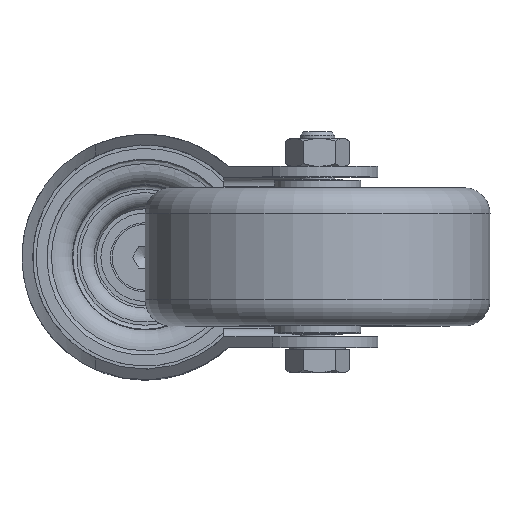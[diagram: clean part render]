
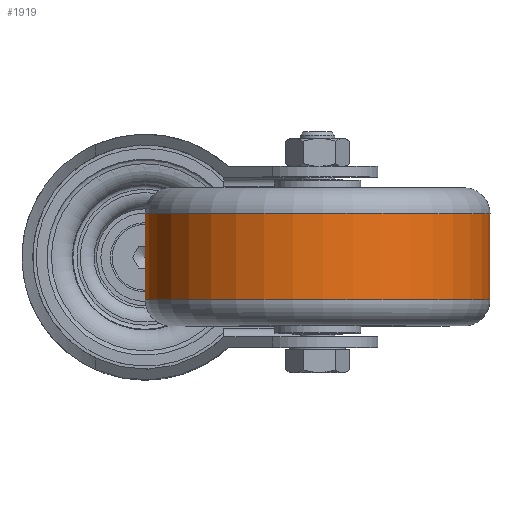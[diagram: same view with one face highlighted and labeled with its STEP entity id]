
A CAD part, top view. The second image highlights one B-rep face of the part: STEP entity #1919.
In plain terms, the highlighted cylindrical face has radius 40 mm (diameter 80 mm), a full revolution.
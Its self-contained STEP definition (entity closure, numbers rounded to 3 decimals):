
#1919=ADVANCED_FACE('',(#2272,#2273),#2274,.T.);
#2272=FACE_OUTER_BOUND('',#2827,.T.);
#2273=FACE_OUTER_BOUND('',#2828,.T.);
#2274=CYLINDRICAL_SURFACE('',#2829,40.0);
#2827=EDGE_LOOP('',(#3673));
#2828=EDGE_LOOP('',(#3674));
#2829=AXIS2_PLACEMENT_3D('',#3675,#3676,#3677);
#3673=ORIENTED_EDGE('',*,*,#4955,.T.);
#3674=ORIENTED_EDGE('',*,*,#4958,.T.);
#3675=CARTESIAN_POINT('',(0.0,0.0,0.0));
#3676=DIRECTION('',(0.0,0.0,-1.0));
#3677=DIRECTION('',(-1.0,0.0,0.0));
#4955=EDGE_CURVE('',#5493,#5493,#5494,.F.);
#4958=EDGE_CURVE('',#5499,#5499,#5500,.F.);
#5493=VERTEX_POINT('',#6407);
#5494=CIRCLE('',#6408,40.0);
#5499=VERTEX_POINT('',#6413);
#5500=CIRCLE('',#6414,40.0);
#6407=CARTESIAN_POINT('',(-40.0,0.,-10.0));
#6408=AXIS2_PLACEMENT_3D('',#7942,#7943,#7944);
#6413=CARTESIAN_POINT('',(40.0,0.,10.0));
#6414=AXIS2_PLACEMENT_3D('',#7951,#7952,#7953);
#7942=CARTESIAN_POINT('',(0.0,0.0,-10.0));
#7943=DIRECTION('',(0.0,0.0,-1.0));
#7944=DIRECTION('',(-1.0,0.0,0.0));
#7951=CARTESIAN_POINT('',(0.0,0.0,10.0));
#7952=DIRECTION('',(0.0,0.0,1.0));
#7953=DIRECTION('',(1.0,0.0,0.0));
